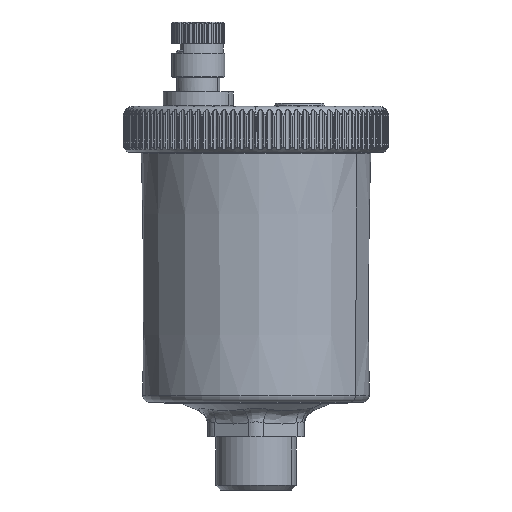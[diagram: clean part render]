
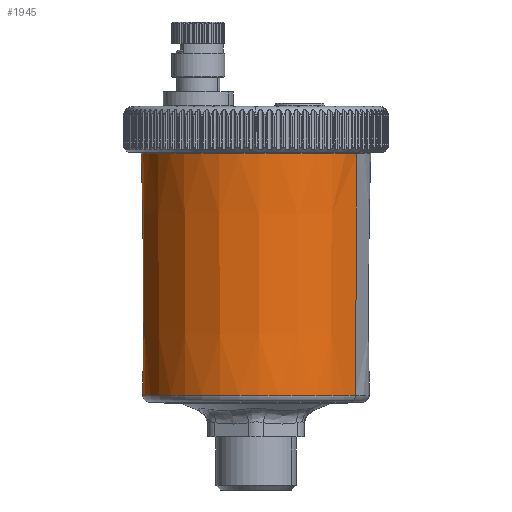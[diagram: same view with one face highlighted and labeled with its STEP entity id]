
A CAD part, left-side view. The second image highlights one B-rep face of the part: STEP entity #1945.
In plain terms, the highlighted conical face has half-angle 0.333 degrees and reference radius 23.5 mm.
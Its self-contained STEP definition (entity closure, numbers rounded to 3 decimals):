
#1864=CARTESIAN_POINT('Vertex',(11.27,20.63,1.661)) ;
#1871=CARTESIAN_POINT('Vertex',(-11.27,-20.63,1.661)) ;
#1891=CARTESIAN_POINT('Axis2P3D Location',(0.,0.,1.661)) ;
#1903=CARTESIAN_POINT('Axis2P3D Location',(0.,0.,0.246)) ;
#1908=CARTESIAN_POINT('Line Origine',(-11.338,-20.755,26.086)) ;
#1912=CARTESIAN_POINT('Vertex',(-11.41,-20.885,51.638)) ;
#1915=CARTESIAN_POINT('Line Origine',(11.338,20.755,26.086)) ;
#1919=CARTESIAN_POINT('Vertex',(11.41,20.885,51.638)) ;
#1934=CARTESIAN_POINT('Axis2P3D Location',(0.,0.,51.638)) ;
#1892=DIRECTION('Axis2P3D Direction',(0.,-0.,-1.)) ;
#1904=DIRECTION('Axis2P3D Direction',(-0.,-0.,1.)) ;
#1905=DIRECTION('Axis2P3D XDirection',(-0.479,-0.878,0.)) ;
#1909=DIRECTION('Vector Direction',(-0.003,-0.005,1.)) ;
#1916=DIRECTION('Vector Direction',(0.003,0.005,1.)) ;
#1935=DIRECTION('Axis2P3D Direction',(-0.,0.,1.)) ;
#1893=AXIS2_PLACEMENT_3D('Circle Axis2P3D',#1891,#1892,$) ;
#1906=AXIS2_PLACEMENT_3D('Cone Axis2P3D',#1903,#1904,#1905) ;
#1936=AXIS2_PLACEMENT_3D('Circle Axis2P3D',#1934,#1935,$) ;
#1940=ORIENTED_EDGE('',*,*,#1921,.T.) ;
#1941=ORIENTED_EDGE('',*,*,#1895,.F.) ;
#1942=ORIENTED_EDGE('',*,*,#1914,.F.) ;
#1943=ORIENTED_EDGE('',*,*,#1938,.F.) ;
#1910=VECTOR('Line Direction',#1909,1.) ;
#1917=VECTOR('Line Direction',#1916,1.) ;
#1945=ADVANCED_FACE('PartBody',(#1944),#1907,.T.) ;
#1894=CIRCLE('generated circle',#1893,23.508) ;
#1937=CIRCLE('generated circle',#1936,23.798) ;
#1907=CONICAL_SURFACE('Cone',#1906,23.5,0.006) ;
#1895=EDGE_CURVE('',#1872,#1865,#1894,.T.) ;
#1914=EDGE_CURVE('',#1913,#1872,#1911,.F.) ;
#1921=EDGE_CURVE('',#1920,#1865,#1918,.F.) ;
#1938=EDGE_CURVE('',#1920,#1913,#1937,.T.) ;
#1939=EDGE_LOOP('',(#1940,#1941,#1942,#1943)) ;
#1944=FACE_OUTER_BOUND('',#1939,.T.) ;
#1911=LINE('Line',#1908,#1910) ;
#1918=LINE('Line',#1915,#1917) ;
#1865=VERTEX_POINT('',#1864) ;
#1872=VERTEX_POINT('',#1871) ;
#1913=VERTEX_POINT('',#1912) ;
#1920=VERTEX_POINT('',#1919) ;
